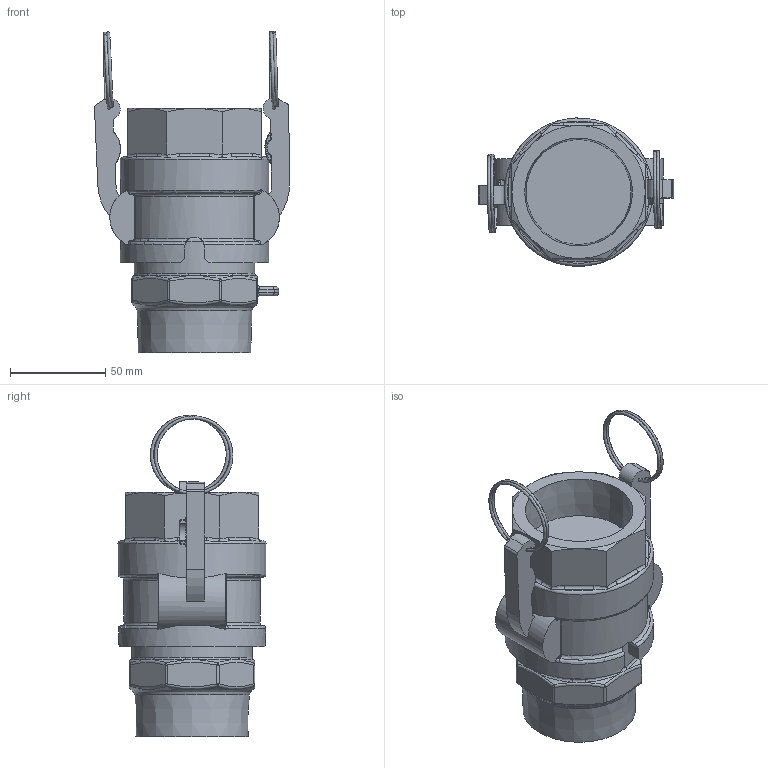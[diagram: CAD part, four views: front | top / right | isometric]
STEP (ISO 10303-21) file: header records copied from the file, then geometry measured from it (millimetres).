
FILE_DESCRIPTION (( 'STEP AP214' ), '1' );
FILE_NAME ('81342001.STEP', '2014-11-04T14:28:10', ( 'eb' ), ( '' ), 'SwSTEP 2.0', 'SolidWorks 2013', '' );
FILE_SCHEMA (( 'AUTOMOTIVE_DESIGN' ));
Length unit declared in the file: inch
Products named in the file (1): 81342001
Bounding box: 102.32 x 77.66 x 168.56 mm (x, y, z)
Volume: 315607.5 mm3; surface area: 83303.3 mm2
Topology: 1 solids, 1 shells, 353 faces, 843 edges, 497 vertices
Faces by surface type: bspline 108, cylinder 98, plane 89, cone 22, sphere 20, torus 16
Full cylindrical faces by diameter (mm): 44.45 x1, 63.056 x2, 63.5 x1, 66.675 x1, 69.85 x1, 77.787 x1
Entity records: 16956 total; most frequent: CARTESIAN_POINT 9828, ORIENTED_EDGE 1628, DIRECTION 1248, EDGE_CURVE 814, AXIS2_PLACEMENT_3D 512, VERTEX_POINT 491, EDGE_LOOP 387, FACE_OUTER_BOUND 368
